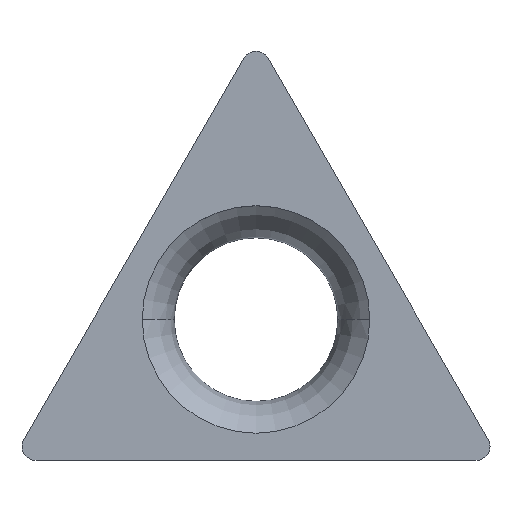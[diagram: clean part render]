
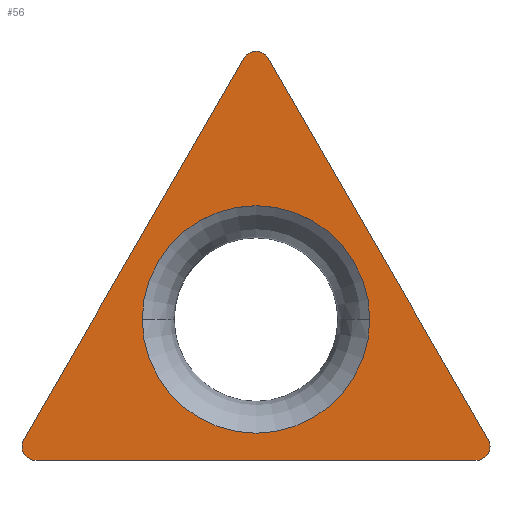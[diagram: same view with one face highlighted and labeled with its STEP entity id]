
A CAD part, top view. The second image highlights one B-rep face of the part: STEP entity #56.
In plain terms, the highlighted planar face has unit normal (0, 0, 1).
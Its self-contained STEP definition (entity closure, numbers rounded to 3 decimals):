
#56=ADVANCED_FACE('',(#75,#76),#70,.T.);
#70=PLANE('',#338);
#75=FACE_BOUND('',#79,.T.);
#76=FACE_BOUND('',#80,.T.);
#79=EDGE_LOOP('',(#95,#96,#97,#98,#99,#100));
#80=EDGE_LOOP('',(#101,#102));
#95=ORIENTED_EDGE('',*,*,#179,.F.);
#96=ORIENTED_EDGE('',*,*,#180,.F.);
#97=ORIENTED_EDGE('',*,*,#181,.F.);
#98=ORIENTED_EDGE('',*,*,#182,.F.);
#99=ORIENTED_EDGE('',*,*,#183,.F.);
#100=ORIENTED_EDGE('',*,*,#184,.F.);
#101=ORIENTED_EDGE('',*,*,#185,.F.);
#102=ORIENTED_EDGE('',*,*,#186,.F.);
#159=VERTEX_POINT('',#469);
#160=VERTEX_POINT('',#470);
#161=VERTEX_POINT('',#472);
#162=VERTEX_POINT('',#474);
#163=VERTEX_POINT('',#476);
#164=VERTEX_POINT('',#478);
#165=VERTEX_POINT('',#481);
#166=VERTEX_POINT('',#482);
#179=EDGE_CURVE('',#159,#160,#259,.T.);
#180=EDGE_CURVE('',#161,#159,#216,.T.);
#181=EDGE_CURVE('',#162,#161,#260,.T.);
#182=EDGE_CURVE('',#163,#162,#217,.T.);
#183=EDGE_CURVE('',#164,#163,#261,.T.);
#184=EDGE_CURVE('',#160,#164,#218,.T.);
#185=EDGE_CURVE('',#165,#166,#219,.T.);
#186=EDGE_CURVE('',#166,#165,#220,.T.);
#216=CIRCLE('',#333,0.2);
#217=CIRCLE('',#334,0.2);
#218=CIRCLE('',#335,0.2);
#219=CIRCLE('',#336,1.6);
#220=CIRCLE('',#337,1.6);
#259=LINE('',#468,#278);
#260=LINE('',#473,#279);
#261=LINE('',#477,#280);
#278=VECTOR('',#380,1.);
#279=VECTOR('',#383,1.);
#280=VECTOR('',#386,1.);
#333=AXIS2_PLACEMENT_3D('',#471,#381,#382);
#334=AXIS2_PLACEMENT_3D('',#475,#384,#385);
#335=AXIS2_PLACEMENT_3D('',#479,#387,#388);
#336=AXIS2_PLACEMENT_3D('',#480,#389,#390);
#337=AXIS2_PLACEMENT_3D('',#483,#391,#392);
#338=AXIS2_PLACEMENT_3D('',#484,#393,#394);
#380=DIRECTION('',(0.5,0.866,0.));
#381=DIRECTION('',(0.,0.,-1.));
#382=DIRECTION('',(0.,-1.,0.));
#383=DIRECTION('',(-1.,0.,0.));
#384=DIRECTION('',(0.,0.,-1.));
#385=DIRECTION('',(0.866,0.5,0.));
#386=DIRECTION('',(0.5,-0.866,0.));
#387=DIRECTION('',(0.,0.,-1.));
#388=DIRECTION('',(-0.866,0.5,0.));
#389=DIRECTION('',(0.,0.,1.));
#390=DIRECTION('',(1.,0.,0.));
#391=DIRECTION('',(0.,0.,1.));
#392=DIRECTION('',(-1.,0.,0.));
#393=DIRECTION('',(0.,0.,1.));
#394=DIRECTION('',(-1.,0.,0.));
#468=CARTESIAN_POINT('',(-3.265,-1.685,0.));
#469=CARTESIAN_POINT('',(-3.265,-1.685,0.));
#470=CARTESIAN_POINT('',(-0.173,3.67,0.));
#471=CARTESIAN_POINT('',(-3.092,-1.785,0.));
#472=CARTESIAN_POINT('',(-3.092,-1.985,0.));
#473=CARTESIAN_POINT('',(3.092,-1.985,0.));
#474=CARTESIAN_POINT('',(3.092,-1.985,0.));
#475=CARTESIAN_POINT('',(3.092,-1.785,0.));
#476=CARTESIAN_POINT('',(3.265,-1.685,0.));
#477=CARTESIAN_POINT('',(0.173,3.67,0.));
#478=CARTESIAN_POINT('',(0.173,3.67,0.));
#479=CARTESIAN_POINT('',(0.,3.57,0.));
#480=CARTESIAN_POINT('',(0.,0.,0.));
#481=CARTESIAN_POINT('',(1.6,0.,0.));
#482=CARTESIAN_POINT('',(-1.6,0.,0.));
#483=CARTESIAN_POINT('',(0.,0.,0.));
#484=CARTESIAN_POINT('',(0.,0.,0.));
